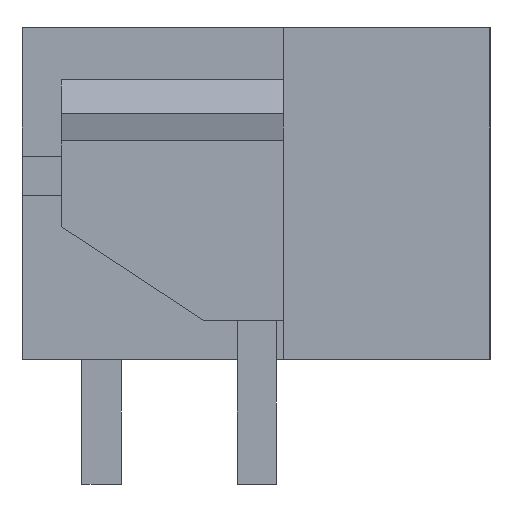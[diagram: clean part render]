
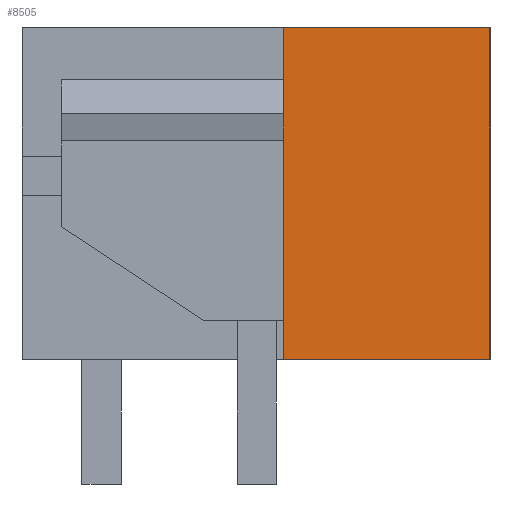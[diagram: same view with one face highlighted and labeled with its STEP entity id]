
A CAD part, left-side view. The second image highlights one B-rep face of the part: STEP entity #8505.
In plain terms, the highlighted planar face has unit normal (-1, 0, 0).
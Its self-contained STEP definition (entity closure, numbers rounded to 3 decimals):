
#8492=AXIS2_PLACEMENT_3D('Plane Axis2P3D',#8489,#8490,#8491) ;
#233=CARTESIAN_POINT('Vertex',(-35.2,-12.,3.2)) ;
#236=CARTESIAN_POINT('Line Origine',(-35.2,-9.35,3.2)) ;
#240=CARTESIAN_POINT('Vertex',(-35.2,-6.7,3.2)) ;
#1597=CARTESIAN_POINT('Vertex',(-35.2,-12.,11.7)) ;
#1600=CARTESIAN_POINT('Line Origine',(-35.2,-12.,7.45)) ;
#2808=CARTESIAN_POINT('Vertex',(-35.2,-6.7,11.7)) ;
#2811=CARTESIAN_POINT('Line Origine',(-35.2,-9.35,11.7)) ;
#8489=CARTESIAN_POINT('Axis2P3D Location',(-35.2,0.,11.7)) ;
#8494=CARTESIAN_POINT('Line Origine',(-35.2,-6.7,7.45)) ;
#237=DIRECTION('Vector Direction',(0.,-1.,0.)) ;
#1601=DIRECTION('Vector Direction',(0.,0.,-1.)) ;
#2812=DIRECTION('Vector Direction',(0.,-1.,0.)) ;
#8490=DIRECTION('Axis2P3D Direction',(-1.,0.,0.)) ;
#8491=DIRECTION('Axis2P3D XDirection',(0.,0.,-1.)) ;
#8495=DIRECTION('Vector Direction',(0.,0.,-1.)) ;
#238=VECTOR('Line Direction',#237,1.) ;
#1602=VECTOR('Line Direction',#1601,1.) ;
#2813=VECTOR('Line Direction',#2812,1.) ;
#8496=VECTOR('Line Direction',#8495,1.) ;
#8500=ORIENTED_EDGE('',*,*,#8498,.F.) ;
#8501=ORIENTED_EDGE('',*,*,#242,.T.) ;
#8502=ORIENTED_EDGE('',*,*,#1604,.F.) ;
#8503=ORIENTED_EDGE('',*,*,#2815,.F.) ;
#8505=ADVANCED_FACE('HOUSING',(#8504),#8493,.T.) ;
#242=EDGE_CURVE('',#241,#234,#239,.T.) ;
#1604=EDGE_CURVE('',#1598,#234,#1603,.T.) ;
#2815=EDGE_CURVE('',#2809,#1598,#2814,.T.) ;
#8498=EDGE_CURVE('',#241,#2809,#8497,.F.) ;
#8499=EDGE_LOOP('',(#8500,#8501,#8502,#8503)) ;
#8504=FACE_OUTER_BOUND('',#8499,.T.) ;
#239=LINE('Line',#236,#238) ;
#1603=LINE('Line',#1600,#1602) ;
#2814=LINE('Line',#2811,#2813) ;
#8497=LINE('Line',#8494,#8496) ;
#8493=PLANE('',#8492) ;
#234=VERTEX_POINT('',#233) ;
#241=VERTEX_POINT('',#240) ;
#1598=VERTEX_POINT('',#1597) ;
#2809=VERTEX_POINT('',#2808) ;
